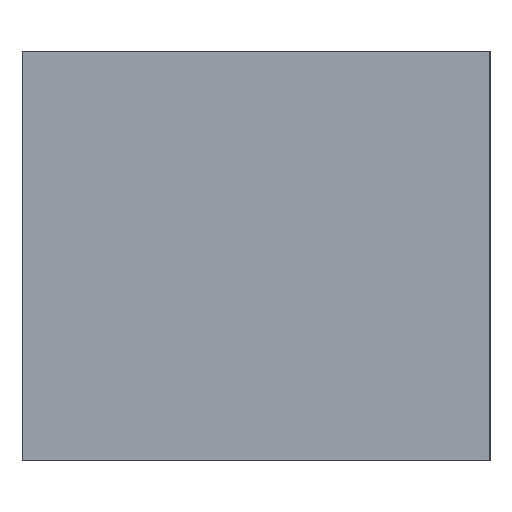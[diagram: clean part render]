
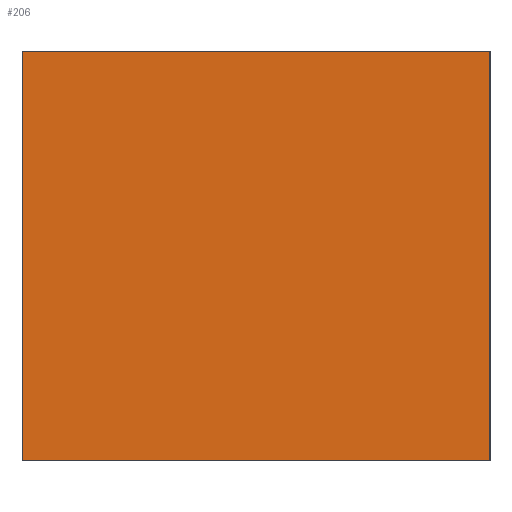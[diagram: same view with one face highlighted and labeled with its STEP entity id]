
A CAD part, left-side view. The second image highlights one B-rep face of the part: STEP entity #206.
In plain terms, the highlighted planar face has unit normal (-1, 0, 0).
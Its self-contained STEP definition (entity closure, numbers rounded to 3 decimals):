
#3 = ORIENTED_EDGE ( 'NONE', *, *, #200, .F. ) ;
#17 = EDGE_CURVE ( 'NONE', #424, #52, #444, .T. ) ;
#26 = CARTESIAN_POINT ( 'NONE',  ( -0.8, -0.406, 0.711 ) ) ;
#37 = VERTEX_POINT ( 'NONE', #353 ) ;
#46 = ORIENTED_EDGE ( 'NONE', *, *, #17, .T. ) ;
#52 = VERTEX_POINT ( 'NONE', #26 ) ;
#58 = DIRECTION ( 'NONE',  ( 0., 0., 1. ) ) ;
#73 = CARTESIAN_POINT ( 'NONE',  ( -0.8, 0.406, 0. ) ) ;
#85 = CARTESIAN_POINT ( 'NONE',  ( -0.8, 0.406, 0.711 ) ) ;
#137 = LINE ( 'NONE', #147, #168 ) ;
#147 = CARTESIAN_POINT ( 'NONE',  ( -0.8, 0.406, 0.711 ) ) ;
#160 = DIRECTION ( 'NONE',  ( 0., 0., 1. ) ) ;
#168 = VECTOR ( 'NONE', #477, 1000. ) ;
#175 = VERTEX_POINT ( 'NONE', #73 ) ;
#184 = DIRECTION ( 'NONE',  ( 0., 1., 0. ) ) ;
#186 = LINE ( 'NONE', #433, #414 ) ;
#200 = EDGE_CURVE ( 'NONE', #424, #175, #186, .T. ) ;
#206 = ADVANCED_FACE ( 'NONE', ( #300 ), #348, .T. ) ;
#222 = DIRECTION ( 'NONE',  ( -1., 0., 0. ) ) ;
#264 = CARTESIAN_POINT ( 'NONE',  ( -0.8, -0.406, 0. ) ) ;
#281 = ORIENTED_EDGE ( 'NONE', *, *, #320, .F. ) ;
#299 = AXIS2_PLACEMENT_3D ( 'NONE', #525, #222, #58 ) ;
#300 = FACE_OUTER_BOUND ( 'NONE', #415, .T. ) ;
#320 = EDGE_CURVE ( 'NONE', #37, #52, #458, .T. ) ;
#332 = CARTESIAN_POINT ( 'NONE',  ( -0.8, -0.406, 0. ) ) ;
#333 = VECTOR ( 'NONE', #370, 1000. ) ;
#348 = PLANE ( 'NONE',  #299 ) ;
#353 = CARTESIAN_POINT ( 'NONE',  ( -0.8, 0.406, 0.711 ) ) ;
#370 = DIRECTION ( 'NONE',  ( 0., -1., 0. ) ) ;
#406 = EDGE_CURVE ( 'NONE', #37, #175, #137, .T. ) ;
#414 = VECTOR ( 'NONE', #184, 1000. ) ;
#415 = EDGE_LOOP ( 'NONE', ( #3, #46, #281, #431 ) ) ;
#424 = VERTEX_POINT ( 'NONE', #332 ) ;
#431 = ORIENTED_EDGE ( 'NONE', *, *, #406, .T. ) ;
#433 = CARTESIAN_POINT ( 'NONE',  ( -0.8, -0.406, 0. ) ) ;
#444 = LINE ( 'NONE', #264, #524 ) ;
#458 = LINE ( 'NONE', #85, #333 ) ;
#477 = DIRECTION ( 'NONE',  ( 0., 0., -1. ) ) ;
#524 = VECTOR ( 'NONE', #160, 1000. ) ;
#525 = CARTESIAN_POINT ( 'NONE',  ( -0.8, 0.406, 0. ) ) ;
